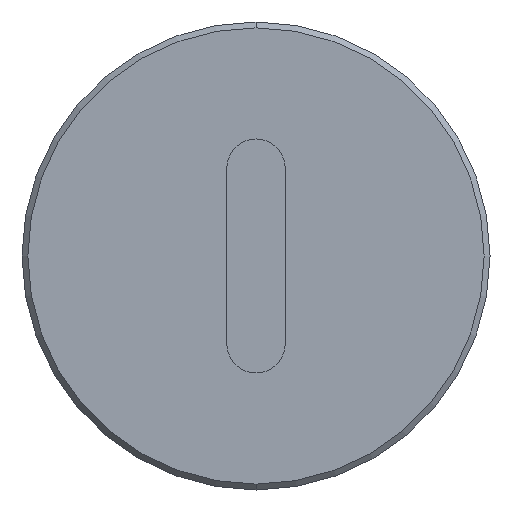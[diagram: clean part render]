
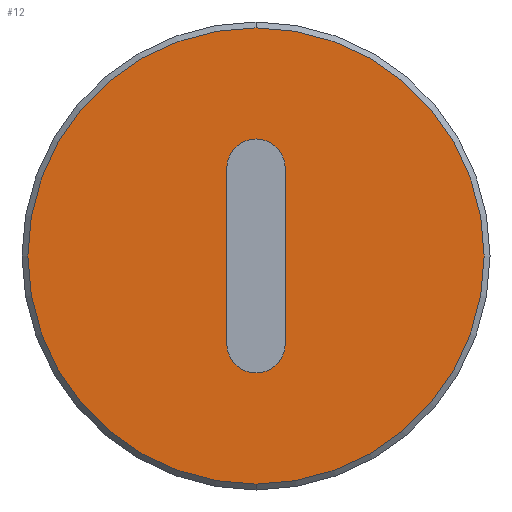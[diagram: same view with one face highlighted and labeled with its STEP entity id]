
A CAD part, front view. The second image highlights one B-rep face of the part: STEP entity #12.
In plain terms, the highlighted planar face has unit normal (0, -1, 0).
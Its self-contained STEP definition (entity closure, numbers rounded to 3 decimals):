
#7 = CARTESIAN_POINT ( 'NONE',  ( 0., 0., 7.8 ) ) ;
#12 = ADVANCED_FACE ( 'NONE', ( #341, #598 ), #14, .F. ) ;
#14 = PLANE ( 'NONE',  #95 ) ;
#29 = DIRECTION ( 'NONE',  ( 0., -1., 0. ) ) ;
#34 = DIRECTION ( 'NONE',  ( 0., 0., 1. ) ) ;
#38 = CIRCLE ( 'NONE', #455, 1. ) ;
#44 = DIRECTION ( 'NONE',  ( 0., 0., -1. ) ) ;
#47 = AXIS2_PLACEMENT_3D ( 'NONE', #359, #518, #34 ) ;
#51 = CARTESIAN_POINT ( 'NONE',  ( 0., 0., -3. ) ) ;
#63 = CARTESIAN_POINT ( 'NONE',  ( 0., 0., 0. ) ) ;
#76 = VERTEX_POINT ( 'NONE', #7 ) ;
#91 = CARTESIAN_POINT ( 'NONE',  ( 0., 0., -4. ) ) ;
#95 = AXIS2_PLACEMENT_3D ( 'NONE', #63, #237, #548 ) ;
#96 = CARTESIAN_POINT ( 'NONE',  ( 1., 0., -3. ) ) ;
#98 = DIRECTION ( 'NONE',  ( 0., 0., -1. ) ) ;
#108 = ORIENTED_EDGE ( 'NONE', *, *, #171, .F. ) ;
#111 = ORIENTED_EDGE ( 'NONE', *, *, #580, .T. ) ;
#125 = CARTESIAN_POINT ( 'NONE',  ( 0., 0., 0. ) ) ;
#162 = CARTESIAN_POINT ( 'NONE',  ( -1., 0., 0. ) ) ;
#168 = VERTEX_POINT ( 'NONE', #325 ) ;
#171 = EDGE_CURVE ( 'NONE', #532, #670, #38, .T. ) ;
#179 = CIRCLE ( 'NONE', #399, 7.8 ) ;
#198 = ORIENTED_EDGE ( 'NONE', *, *, #475, .F. ) ;
#202 = CARTESIAN_POINT ( 'NONE',  ( 1., 0., 0. ) ) ;
#220 = VERTEX_POINT ( 'NONE', #626 ) ;
#231 = ORIENTED_EDGE ( 'NONE', *, *, #640, .T. ) ;
#237 = DIRECTION ( 'NONE',  ( 0., 1., 0. ) ) ;
#254 = ORIENTED_EDGE ( 'NONE', *, *, #634, .T. ) ;
#297 = CIRCLE ( 'NONE', #334, 1. ) ;
#298 = CARTESIAN_POINT ( 'NONE',  ( -1., 0., -3. ) ) ;
#307 = EDGE_CURVE ( 'NONE', #168, #609, #425, .T. ) ;
#309 = DIRECTION ( 'NONE',  ( 0., 0., 1. ) ) ;
#310 = EDGE_LOOP ( 'NONE', ( #231, #254 ) ) ;
#311 = CARTESIAN_POINT ( 'NONE',  ( 0., 0., -7.8 ) ) ;
#313 = EDGE_CURVE ( 'NONE', #609, #532, #297, .T. ) ;
#316 = DIRECTION ( 'NONE',  ( 0., -1., 0. ) ) ;
#325 = CARTESIAN_POINT ( 'NONE',  ( -1., 0., 3. ) ) ;
#334 = AXIS2_PLACEMENT_3D ( 'NONE', #620, #29, #371 ) ;
#341 = FACE_OUTER_BOUND ( 'NONE', #310, .T. ) ;
#359 = CARTESIAN_POINT ( 'NONE',  ( 0., 0., 0. ) ) ;
#363 = DIRECTION ( 'NONE',  ( 0., 0., -1. ) ) ;
#371 = DIRECTION ( 'NONE',  ( 0., 0., -1. ) ) ;
#380 = ORIENTED_EDGE ( 'NONE', *, *, #313, .F. ) ;
#394 = VECTOR ( 'NONE', #44, 1000. ) ;
#399 = AXIS2_PLACEMENT_3D ( 'NONE', #125, #471, #309 ) ;
#415 = DIRECTION ( 'NONE',  ( 0., -1., 0. ) ) ;
#416 = VECTOR ( 'NONE', #363, 1000. ) ;
#424 = CARTESIAN_POINT ( 'NONE',  ( 0., 0., 3. ) ) ;
#425 = LINE ( 'NONE', #162, #394 ) ;
#455 = AXIS2_PLACEMENT_3D ( 'NONE', #51, #415, #585 ) ;
#461 = EDGE_LOOP ( 'NONE', ( #602, #198, #111, #108, #380 ) ) ;
#471 = DIRECTION ( 'NONE',  ( 0., -1., 0. ) ) ;
#475 = EDGE_CURVE ( 'NONE', #220, #168, #600, .T. ) ;
#518 = DIRECTION ( 'NONE',  ( 0., -1., 0. ) ) ;
#532 = VERTEX_POINT ( 'NONE', #91 ) ;
#548 = DIRECTION ( 'NONE',  ( 0., 0., 1. ) ) ;
#580 = EDGE_CURVE ( 'NONE', #220, #670, #671, .T. ) ;
#585 = DIRECTION ( 'NONE',  ( 0., 0., -1. ) ) ;
#590 = VERTEX_POINT ( 'NONE', #311 ) ;
#598 = FACE_BOUND ( 'NONE', #461, .T. ) ;
#600 = CIRCLE ( 'NONE', #652, 1. ) ;
#602 = ORIENTED_EDGE ( 'NONE', *, *, #307, .F. ) ;
#609 = VERTEX_POINT ( 'NONE', #298 ) ;
#620 = CARTESIAN_POINT ( 'NONE',  ( 0., 0., -3. ) ) ;
#626 = CARTESIAN_POINT ( 'NONE',  ( 1., 0., 3. ) ) ;
#634 = EDGE_CURVE ( 'NONE', #590, #76, #179, .T. ) ;
#640 = EDGE_CURVE ( 'NONE', #76, #590, #681, .T. ) ;
#652 = AXIS2_PLACEMENT_3D ( 'NONE', #424, #316, #98 ) ;
#670 = VERTEX_POINT ( 'NONE', #96 ) ;
#671 = LINE ( 'NONE', #202, #416 ) ;
#681 = CIRCLE ( 'NONE', #47, 7.8 ) ;
